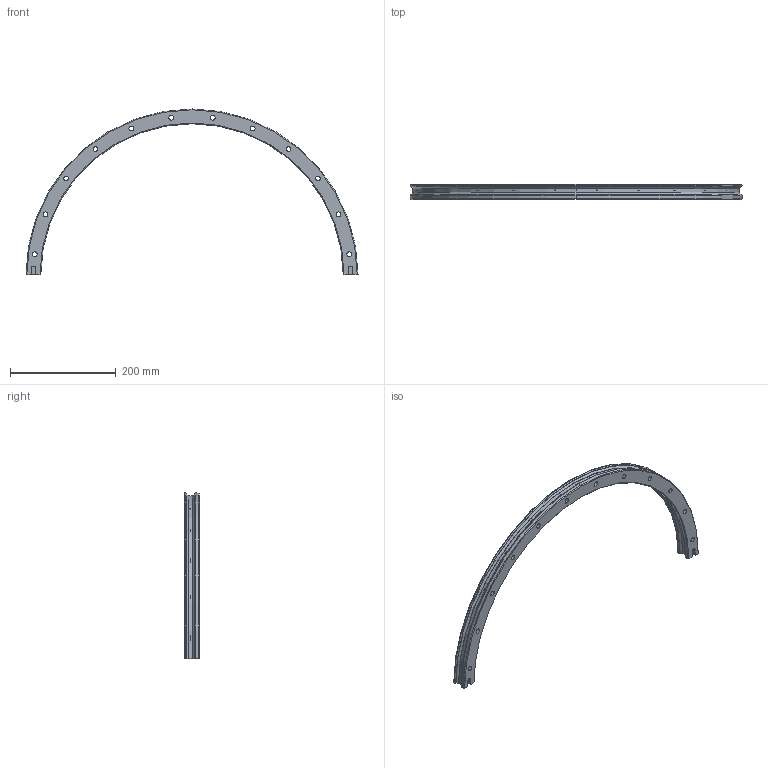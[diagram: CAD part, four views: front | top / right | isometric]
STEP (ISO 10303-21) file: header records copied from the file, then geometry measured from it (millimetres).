
FILE_DESCRIPTION (( 'STEP AP214' ), '1' );
FILE_NAME ('RCW-03-180-300-A3.STEP', '2022-10-20T18:44:44', ( '' ), ( '' ), 'SwSTEP 2.0', 'SolidWorks 2020', '' );
FILE_SCHEMA (( 'AUTOMOTIVE_DESIGN' ));
Length unit declared in the file: millimetre
Products named in the file (1): RCW-03-180-300-A3
Bounding box: 628 x 28 x 314 mm (x, y, z)
Volume: 573139.4 mm3; surface area: 123299.9 mm2
Topology: 1 solids, 1 shells, 118 faces, 298 edges, 194 vertices
Faces by surface type: cylinder 62, plane 22, cone 18, torus 16
Entity records: 3710 total; most frequent: DIRECTION 714, CARTESIAN_POINT 611, ORIENTED_EDGE 596, EDGE_CURVE 298, AXIS2_PLACEMENT_3D 297, VERTEX_POINT 194, CIRCLE 178, EDGE_LOOP 154
